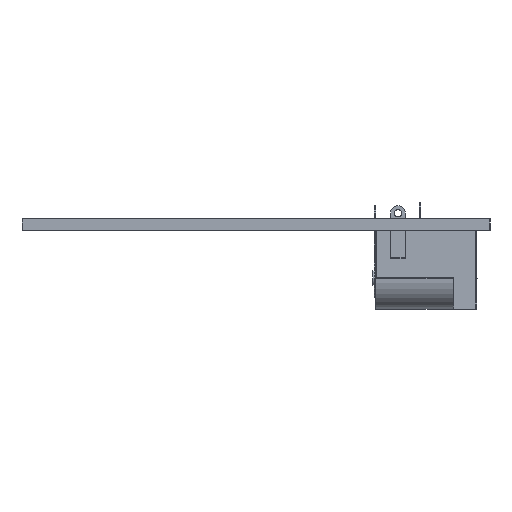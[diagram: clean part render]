
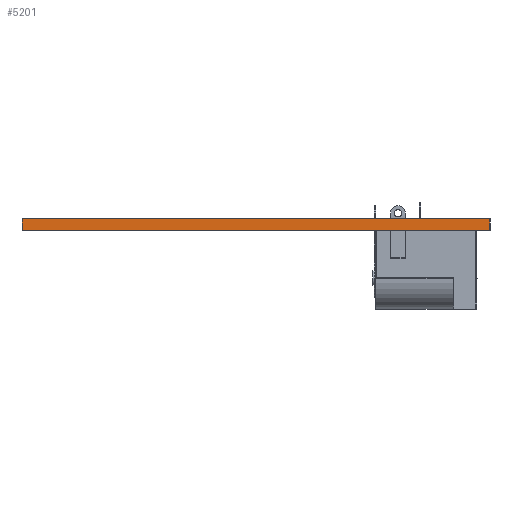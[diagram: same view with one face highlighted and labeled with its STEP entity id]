
A CAD part, left-side view. The second image highlights one B-rep face of the part: STEP entity #5201.
In plain terms, the highlighted planar face has unit normal (-1, 0, 0).
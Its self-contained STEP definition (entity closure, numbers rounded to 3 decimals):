
#5020 = PLANE('',#5021);
#5021 = AXIS2_PLACEMENT_3D('',#5022,#5023,#5024);
#5022 = CARTESIAN_POINT('',(134.98,0.,0.));
#5023 = DIRECTION('',(0.,-1.,0.));
#5024 = DIRECTION('',(-1.,0.,0.));
#5045 = VERTEX_POINT('',#5046);
#5046 = CARTESIAN_POINT('',(0.,0.,1.6));
#5060 = PLANE('',#5061);
#5061 = AXIS2_PLACEMENT_3D('',#5062,#5063,#5064);
#5062 = CARTESIAN_POINT('',(67.49,31.75,1.6));
#5063 = DIRECTION('',(-0.,-0.,-1.));
#5064 = DIRECTION('',(-1.,0.,0.));
#5072 = EDGE_CURVE('',#5073,#5045,#5075,.T.);
#5073 = VERTEX_POINT('',#5074);
#5074 = CARTESIAN_POINT('',(0.,-0.,0.));
#5075 = SURFACE_CURVE('',#5076,(#5080,#5087),.PCURVE_S1.);
#5076 = LINE('',#5077,#5078);
#5077 = CARTESIAN_POINT('',(0.,-0.,0.));
#5078 = VECTOR('',#5079,1.);
#5079 = DIRECTION('',(0.,0.,1.));
#5080 = PCURVE('',#5020,#5081);
#5081 = DEFINITIONAL_REPRESENTATION('',(#5082),#5086);
#5082 = LINE('',#5083,#5084);
#5083 = CARTESIAN_POINT('',(134.98,0.));
#5084 = VECTOR('',#5085,1.);
#5085 = DIRECTION('',(0.,-1.));
#5086 = ( GEOMETRIC_REPRESENTATION_CONTEXT(2) 
PARAMETRIC_REPRESENTATION_CONTEXT() REPRESENTATION_CONTEXT('2D SPACE',''
  ) );
#5087 = PCURVE('',#5088,#5093);
#5088 = PLANE('',#5089);
#5089 = AXIS2_PLACEMENT_3D('',#5090,#5091,#5092);
#5090 = CARTESIAN_POINT('',(0.,0.,0.));
#5091 = DIRECTION('',(-1.,0.,0.));
#5092 = DIRECTION('',(0.,1.,0.));
#5093 = DEFINITIONAL_REPRESENTATION('',(#5094),#5098);
#5094 = LINE('',#5095,#5096);
#5095 = CARTESIAN_POINT('',(0.,0.));
#5096 = VECTOR('',#5097,1.);
#5097 = DIRECTION('',(0.,-1.));
#5098 = ( GEOMETRIC_REPRESENTATION_CONTEXT(2) 
PARAMETRIC_REPRESENTATION_CONTEXT() REPRESENTATION_CONTEXT('2D SPACE',''
  ) );
#5114 = PLANE('',#5115);
#5115 = AXIS2_PLACEMENT_3D('',#5116,#5117,#5118);
#5116 = CARTESIAN_POINT('',(67.49,31.75,0.));
#5117 = DIRECTION('',(-0.,-0.,-1.));
#5118 = DIRECTION('',(-1.,0.,0.));
#5147 = PLANE('',#5148);
#5148 = AXIS2_PLACEMENT_3D('',#5149,#5150,#5151);
#5149 = CARTESIAN_POINT('',(0.,63.5,0.));
#5150 = DIRECTION('',(0.,1.,0.));
#5151 = DIRECTION('',(1.,0.,0.));
#5201 = ADVANCED_FACE('',(#5202),#5088,.T.);
#5202 = FACE_BOUND('',#5203,.T.);
#5203 = EDGE_LOOP('',(#5204,#5205,#5228,#5251));
#5204 = ORIENTED_EDGE('',*,*,#5072,.T.);
#5205 = ORIENTED_EDGE('',*,*,#5206,.T.);
#5206 = EDGE_CURVE('',#5045,#5207,#5209,.T.);
#5207 = VERTEX_POINT('',#5208);
#5208 = CARTESIAN_POINT('',(0.,63.5,1.6));
#5209 = SURFACE_CURVE('',#5210,(#5214,#5221),.PCURVE_S1.);
#5210 = LINE('',#5211,#5212);
#5211 = CARTESIAN_POINT('',(0.,0.,1.6));
#5212 = VECTOR('',#5213,1.);
#5213 = DIRECTION('',(0.,1.,0.));
#5214 = PCURVE('',#5088,#5215);
#5215 = DEFINITIONAL_REPRESENTATION('',(#5216),#5220);
#5216 = LINE('',#5217,#5218);
#5217 = CARTESIAN_POINT('',(0.,-1.6));
#5218 = VECTOR('',#5219,1.);
#5219 = DIRECTION('',(1.,0.));
#5220 = ( GEOMETRIC_REPRESENTATION_CONTEXT(2) 
PARAMETRIC_REPRESENTATION_CONTEXT() REPRESENTATION_CONTEXT('2D SPACE',''
  ) );
#5221 = PCURVE('',#5060,#5222);
#5222 = DEFINITIONAL_REPRESENTATION('',(#5223),#5227);
#5223 = LINE('',#5224,#5225);
#5224 = CARTESIAN_POINT('',(67.49,-31.75));
#5225 = VECTOR('',#5226,1.);
#5226 = DIRECTION('',(0.,1.));
#5227 = ( GEOMETRIC_REPRESENTATION_CONTEXT(2) 
PARAMETRIC_REPRESENTATION_CONTEXT() REPRESENTATION_CONTEXT('2D SPACE',''
  ) );
#5228 = ORIENTED_EDGE('',*,*,#5229,.F.);
#5229 = EDGE_CURVE('',#5230,#5207,#5232,.T.);
#5230 = VERTEX_POINT('',#5231);
#5231 = CARTESIAN_POINT('',(0.,63.5,0.));
#5232 = SURFACE_CURVE('',#5233,(#5237,#5244),.PCURVE_S1.);
#5233 = LINE('',#5234,#5235);
#5234 = CARTESIAN_POINT('',(0.,63.5,0.));
#5235 = VECTOR('',#5236,1.);
#5236 = DIRECTION('',(0.,0.,1.));
#5237 = PCURVE('',#5088,#5238);
#5238 = DEFINITIONAL_REPRESENTATION('',(#5239),#5243);
#5239 = LINE('',#5240,#5241);
#5240 = CARTESIAN_POINT('',(63.5,0.));
#5241 = VECTOR('',#5242,1.);
#5242 = DIRECTION('',(0.,-1.));
#5243 = ( GEOMETRIC_REPRESENTATION_CONTEXT(2) 
PARAMETRIC_REPRESENTATION_CONTEXT() REPRESENTATION_CONTEXT('2D SPACE',''
  ) );
#5244 = PCURVE('',#5147,#5245);
#5245 = DEFINITIONAL_REPRESENTATION('',(#5246),#5250);
#5246 = LINE('',#5247,#5248);
#5247 = CARTESIAN_POINT('',(0.,0.));
#5248 = VECTOR('',#5249,1.);
#5249 = DIRECTION('',(0.,-1.));
#5250 = ( GEOMETRIC_REPRESENTATION_CONTEXT(2) 
PARAMETRIC_REPRESENTATION_CONTEXT() REPRESENTATION_CONTEXT('2D SPACE',''
  ) );
#5251 = ORIENTED_EDGE('',*,*,#5252,.F.);
#5252 = EDGE_CURVE('',#5073,#5230,#5253,.T.);
#5253 = SURFACE_CURVE('',#5254,(#5258,#5265),.PCURVE_S1.);
#5254 = LINE('',#5255,#5256);
#5255 = CARTESIAN_POINT('',(0.,-0.,0.));
#5256 = VECTOR('',#5257,1.);
#5257 = DIRECTION('',(0.,1.,0.));
#5258 = PCURVE('',#5088,#5259);
#5259 = DEFINITIONAL_REPRESENTATION('',(#5260),#5264);
#5260 = LINE('',#5261,#5262);
#5261 = CARTESIAN_POINT('',(0.,0.));
#5262 = VECTOR('',#5263,1.);
#5263 = DIRECTION('',(1.,0.));
#5264 = ( GEOMETRIC_REPRESENTATION_CONTEXT(2) 
PARAMETRIC_REPRESENTATION_CONTEXT() REPRESENTATION_CONTEXT('2D SPACE',''
  ) );
#5265 = PCURVE('',#5114,#5266);
#5266 = DEFINITIONAL_REPRESENTATION('',(#5267),#5271);
#5267 = LINE('',#5268,#5269);
#5268 = CARTESIAN_POINT('',(67.49,-31.75));
#5269 = VECTOR('',#5270,1.);
#5270 = DIRECTION('',(0.,1.));
#5271 = ( GEOMETRIC_REPRESENTATION_CONTEXT(2) 
PARAMETRIC_REPRESENTATION_CONTEXT() REPRESENTATION_CONTEXT('2D SPACE',''
  ) );
